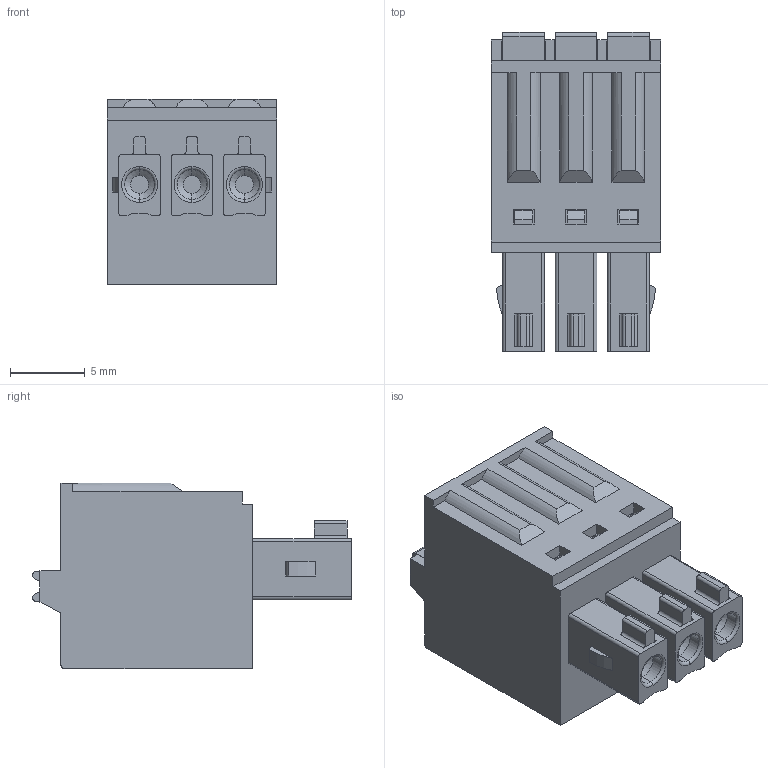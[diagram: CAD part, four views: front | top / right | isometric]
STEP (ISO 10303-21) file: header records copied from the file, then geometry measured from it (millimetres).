
FILE_DESCRIPTION (( 'STEP AP214' ), '1' );
FILE_NAME ('15EDGKD-3.5-03P-14-00AH.STEP', '2021-01-30T00:49:26', ( '' ), ( '' ), 'SwSTEP 2.0', 'SolidWorks 2020', '' );
FILE_SCHEMA (( 'AUTOMOTIVE_DESIGN' ));
Length unit declared in the file: millimetre
Products named in the file (1): 15EDGKD-3.5-03P-14-00AH
Bounding box: 11.3 x 21.3 x 12.4 mm (x, y, z)
Volume: 1733.8 mm3; surface area: 1879.9 mm2
Topology: 1 solids, 1 shells, 639 faces, 1677 edges, 1100 vertices
Faces by surface type: plane 363, bspline 136, cylinder 107, cone 21, torus 12
Entity records: 30028 total; most frequent: CARTESIAN_POINT 11517, ORIENTED_EDGE 3354, DIRECTION 2579, EDGE_CURVE 1677, LINE 1119, VECTOR 1119, VERTEX_POINT 1100, AXIS2_PLACEMENT_3D 730
